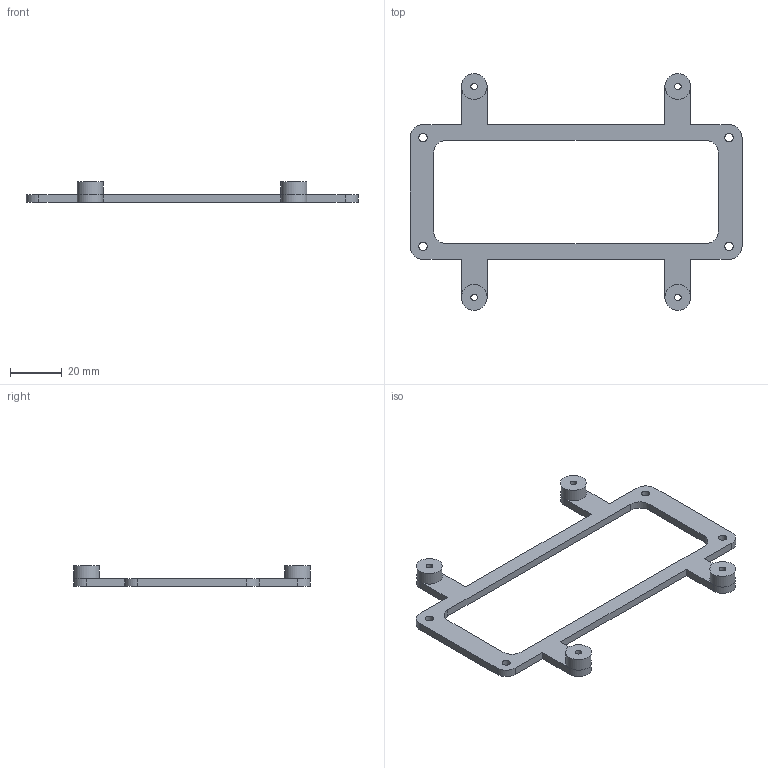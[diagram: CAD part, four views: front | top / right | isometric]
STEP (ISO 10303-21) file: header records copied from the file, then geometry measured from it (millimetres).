
FILE_DESCRIPTION(('FreeCAD Model'),'2;1');
FILE_NAME('Support-Carte-Mere.step','2015-12-23T16:03:34',( 'Almisuifre'),(''),'Open CASCADE STEP processor 6.8','FreeCAD', 'Unknown');
FILE_SCHEMA(('AUTOMOTIVE_DESIGN_CC2 { 1 2 10303 214 -1 1 5 4 }'));
Length unit declared in the file: millimetre
Products named in the file (2): ASSEMBLY; Pocket008094
Assembly tree (1 placements, depth 2):
  ASSEMBLY
    Pocket008094
Bounding box: 128.28 x 91.5 x 8 mm (x, y, z)
Volume: 10370.7 mm3; surface area: 9285.1 mm2
Topology: 1 solids, 1 shells, 50 faces, 132 edges, 84 vertices
Faces by surface type: plane 26, cylinder 24
Full cylindrical faces by diameter (mm): 2.5 x4, 3.2 x4, 10 x4
Entity records: 3471 total; most frequent: CARTESIAN_POINT 796, DIRECTION 504, LINE 304, VECTOR 304, ORIENTED_EDGE 264, PCURVE 264, DEFINITIONAL_REPRESENTATION 264, EDGE_CURVE 132
